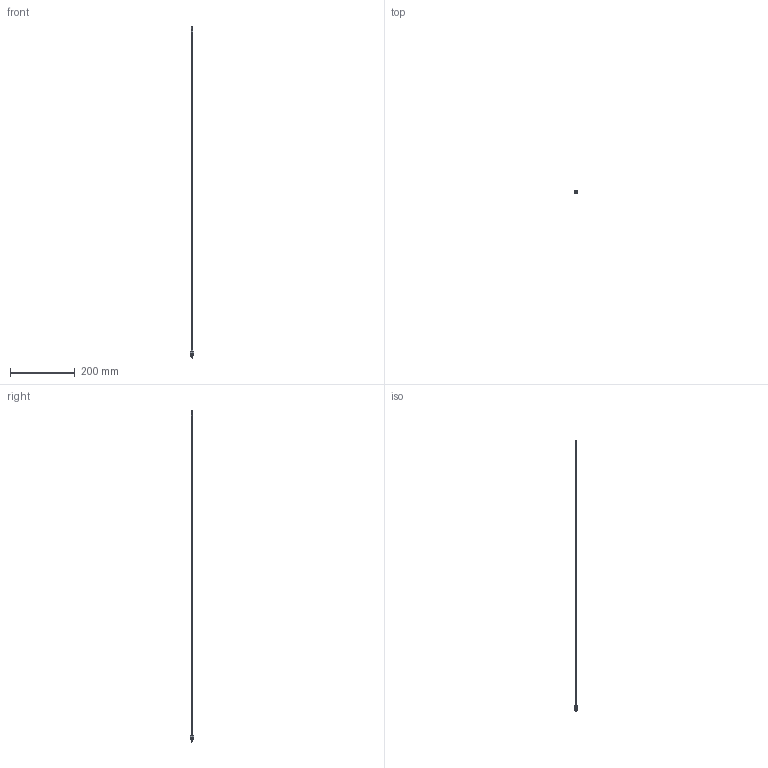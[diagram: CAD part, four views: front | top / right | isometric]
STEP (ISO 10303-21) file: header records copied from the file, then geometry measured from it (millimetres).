
FILE_DESCRIPTION (( 'STEP AP203' ), '1' );
FILE_NAME ('17377-E0W.STEP', '2022-08-16T14:19:38', ( '' ), ( '' ), 'SwSTEP 2.0', 'SolidWorks 2018', '' );
FILE_SCHEMA (( 'CONFIG_CONTROL_DESIGN' ));
Length unit declared in the file: millimetre
Products named in the file (1): 17377-E0W
Bounding box: 9.99 x 9.99 x 1024.42 mm (x, y, z)
Volume: 1688.9 mm3; surface area: 5923 mm2
Topology: 9 solids, 9 shells, 487 faces, 1576 edges, 1149 vertices
Faces by surface type: plane 241, cylinder 198, cone 36, torus 10, bspline 2
Entity records: 20845 total; most frequent: CARTESIAN_POINT 7224, ORIENTED_EDGE 3148, DIRECTION 2465, EDGE_CURVE 1574, VERTEX_POINT 1149, AXIS2_PLACEMENT_3D 969, EDGE_LOOP 577, B_SPLINE_CURVE_WITH_KNOTS 556
